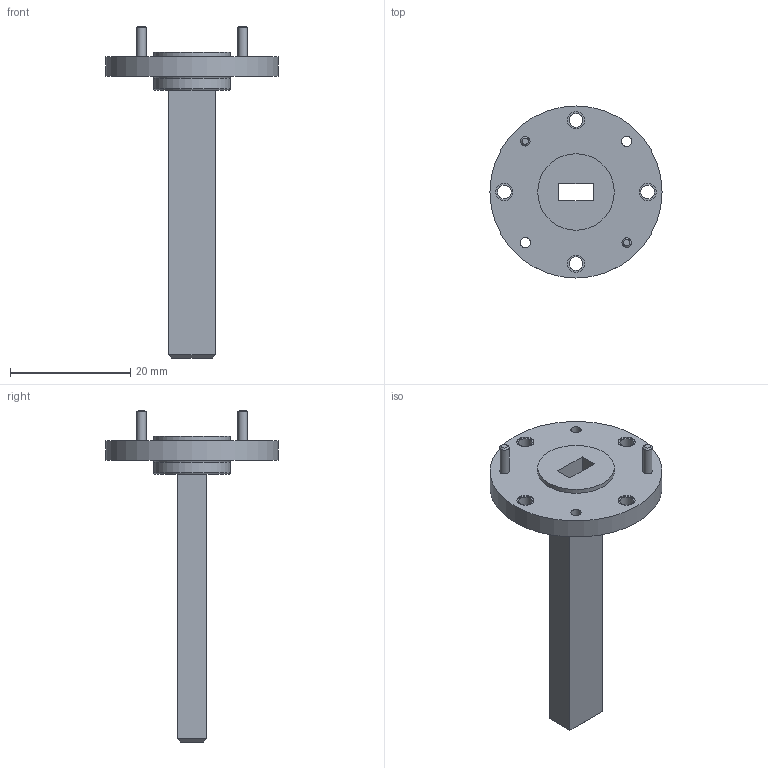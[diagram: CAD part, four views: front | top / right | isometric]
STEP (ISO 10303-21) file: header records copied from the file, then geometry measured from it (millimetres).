
FILE_DESCRIPTION (( 'STEP AP203' ), '1' );
FILE_NAME ('PE-W22TR1002_3D.step', '2021-10-06T15:01:57', ( '' ), ( '' ), 'SwSTEP 2.0', 'SolidWorks 2021', '' );
FILE_SCHEMA (( 'CONFIG_CONTROL_DESIGN' ));
Length unit declared in the file: inch
Products named in the file (1): PE-W22TR1002_3D
Bounding box: 28.57 x 28.57 x 55.12 mm (x, y, z)
Volume: 3300.8 mm3; surface area: 3777.2 mm2
Topology: 1 solids, 1 shells, 56 faces, 113 edges, 74 vertices
Faces by surface type: plane 31, cylinder 21, cone 2, torus 2
Full cylindrical faces by diameter (mm): 1.562 x4, 1.702 x2, 2.261 x4, 2.845 x8, 12.7 x2, 28.575 x1
Entity records: 1423 total; most frequent: DIRECTION 238, CARTESIAN_POINT 229, ORIENTED_EDGE 168, EDGE_LOOP 110, AXIS2_PLACEMENT_3D 103, EDGE_CURVE 84, FACE_OUTER_BOUND 79, VERTEX_POINT 70
